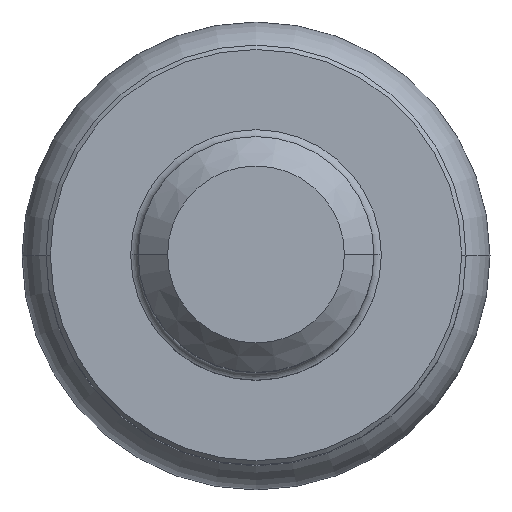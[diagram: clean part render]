
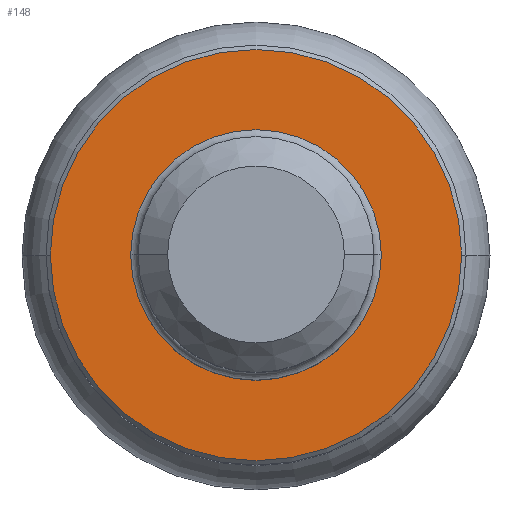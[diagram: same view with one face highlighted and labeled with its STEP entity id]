
A CAD part, top view. The second image highlights one B-rep face of the part: STEP entity #148.
In plain terms, the highlighted planar face has unit normal (0, 0, 1).
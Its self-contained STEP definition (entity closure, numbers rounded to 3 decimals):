
#28=FACE_BOUND('',#284,.T.);
#29=FACE_BOUND('',#285,.T.);
#33=PLANE('',#1094);
#148=ADVANCED_FACE('',(#28,#29),#33,.F.);
#284=EDGE_LOOP('',(#412,#413,#414,#415));
#285=EDGE_LOOP('',(#416,#417));
#412=ORIENTED_EDGE('',*,*,#738,.T.);
#413=ORIENTED_EDGE('',*,*,#739,.T.);
#414=ORIENTED_EDGE('',*,*,#740,.T.);
#415=ORIENTED_EDGE('',*,*,#741,.T.);
#416=ORIENTED_EDGE('',*,*,#734,.T.);
#417=ORIENTED_EDGE('',*,*,#737,.T.);
#628=VERTEX_POINT('',#1698);
#629=VERTEX_POINT('',#1700);
#630=VERTEX_POINT('',#1707);
#631=VERTEX_POINT('',#1708);
#632=VERTEX_POINT('',#1710);
#633=VERTEX_POINT('',#1712);
#734=EDGE_CURVE('',#629,#628,#895,.T.);
#737=EDGE_CURVE('',#628,#629,#898,.T.);
#738=EDGE_CURVE('',#630,#631,#899,.T.);
#739=EDGE_CURVE('',#631,#632,#900,.T.);
#740=EDGE_CURVE('',#632,#633,#901,.T.);
#741=EDGE_CURVE('',#633,#630,#902,.T.);
#895=CIRCLE('',#1084,8.5);
#898=CIRCLE('',#1088,8.5);
#899=CIRCLE('',#1090,13.95);
#900=CIRCLE('',#1091,13.95);
#901=CIRCLE('',#1092,13.95);
#902=CIRCLE('',#1093,13.95);
#1084=AXIS2_PLACEMENT_3D('',#1699,#1342,#1343);
#1088=AXIS2_PLACEMENT_3D('',#1704,#1350,#1351);
#1090=AXIS2_PLACEMENT_3D('',#1706,#1354,#1355);
#1091=AXIS2_PLACEMENT_3D('',#1709,#1356,#1357);
#1092=AXIS2_PLACEMENT_3D('',#1711,#1358,#1359);
#1093=AXIS2_PLACEMENT_3D('',#1713,#1360,#1361);
#1094=AXIS2_PLACEMENT_3D('',#1714,#1362,#1363);
#1342=DIRECTION('',(0.,0.,-1.));
#1343=DIRECTION('',(0.,-1.,0.));
#1350=DIRECTION('',(0.,0.,-1.));
#1351=DIRECTION('',(0.,1.,0.));
#1354=DIRECTION('',(0.,0.,1.));
#1355=DIRECTION('',(0.,1.,0.));
#1356=DIRECTION('',(0.,0.,1.));
#1357=DIRECTION('',(-1.,0.,0.));
#1358=DIRECTION('',(0.,0.,1.));
#1359=DIRECTION('',(0.,-1.,0.));
#1360=DIRECTION('',(0.,0.,1.));
#1361=DIRECTION('',(1.,0.,0.));
#1362=DIRECTION('',(0.,0.,-1.));
#1363=DIRECTION('',(1.,0.,0.));
#1698=CARTESIAN_POINT('',(0.,8.5,0.));
#1699=CARTESIAN_POINT('',(0.,0.,0.));
#1700=CARTESIAN_POINT('',(0.,-8.5,0.));
#1704=CARTESIAN_POINT('',(0.,0.,0.));
#1706=CARTESIAN_POINT('',(0.,0.,0.));
#1707=CARTESIAN_POINT('',(0.,13.95,0.));
#1708=CARTESIAN_POINT('',(-13.95,0.,0.));
#1709=CARTESIAN_POINT('',(0.,0.,0.));
#1710=CARTESIAN_POINT('',(0.,-13.95,0.));
#1711=CARTESIAN_POINT('',(0.,0.,0.));
#1712=CARTESIAN_POINT('',(13.95,0.,0.));
#1713=CARTESIAN_POINT('',(0.,0.,0.));
#1714=CARTESIAN_POINT('',(0.,0.,0.));
